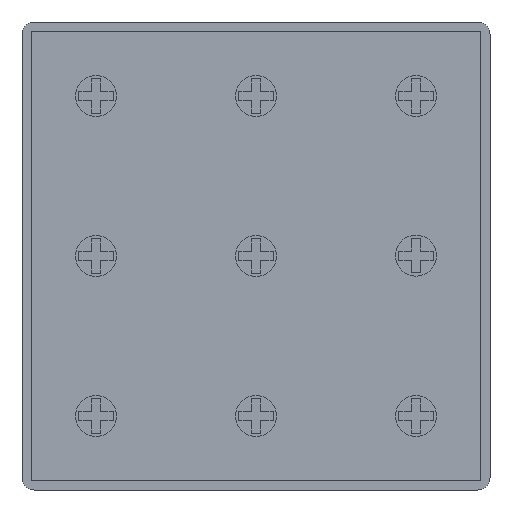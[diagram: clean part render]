
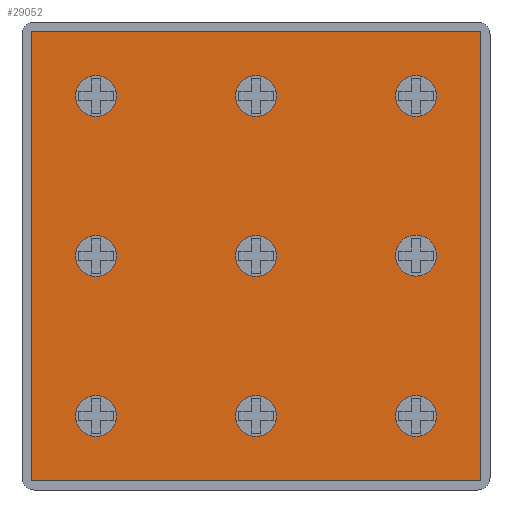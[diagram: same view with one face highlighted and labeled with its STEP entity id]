
A CAD part, front view. The second image highlights one B-rep face of the part: STEP entity #29052.
In plain terms, the highlighted planar face has unit normal (0, -1, 0).
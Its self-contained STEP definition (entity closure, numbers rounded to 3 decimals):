
#2741=FACE_BOUND('',#11057,.T.);
#2742=FACE_BOUND('',#11058,.T.);
#2743=FACE_BOUND('',#11059,.T.);
#2744=FACE_BOUND('',#11060,.T.);
#2745=FACE_BOUND('',#11061,.T.);
#2746=FACE_BOUND('',#11062,.T.);
#2747=FACE_BOUND('',#11063,.T.);
#2748=FACE_BOUND('',#11064,.T.);
#2749=FACE_BOUND('',#11065,.T.);
#4055=PLANE('',#29395);
#5876=LINE('',#59966,#7780);
#5880=LINE('',#59973,#7784);
#5883=LINE('',#59979,#7787);
#5885=LINE('',#59982,#7789);
#7780=VECTOR('',#31676,10.);
#7784=VECTOR('',#31682,10.);
#7787=VECTOR('',#31687,10.);
#7789=VECTOR('',#31691,10.);
#9441=FACE_OUTER_BOUND('',#11056,.T.);
#11056=EDGE_LOOP('',(#27092,#27093,#27094,#27095));
#11057=EDGE_LOOP('',(#27096));
#11058=EDGE_LOOP('',(#27097));
#11059=EDGE_LOOP('',(#27098));
#11060=EDGE_LOOP('',(#27099));
#11061=EDGE_LOOP('',(#27100));
#11062=EDGE_LOOP('',(#27101));
#11063=EDGE_LOOP('',(#27102));
#11064=EDGE_LOOP('',(#27103));
#11065=EDGE_LOOP('',(#27104));
#11181=CIRCLE('',#29332,2.5);
#11183=CIRCLE('',#29335,2.5);
#11185=CIRCLE('',#29338,2.5);
#11187=CIRCLE('',#29341,2.5);
#11189=CIRCLE('',#29344,2.5);
#11191=CIRCLE('',#29347,2.5);
#11193=CIRCLE('',#29350,2.5);
#11195=CIRCLE('',#29353,2.5);
#11197=CIRCLE('',#29356,2.5);
#13933=VERTEX_POINT('',#59586);
#13935=VERTEX_POINT('',#59592);
#13937=VERTEX_POINT('',#59598);
#13939=VERTEX_POINT('',#59604);
#13941=VERTEX_POINT('',#59610);
#13943=VERTEX_POINT('',#59616);
#13945=VERTEX_POINT('',#59622);
#13947=VERTEX_POINT('',#59628);
#13949=VERTEX_POINT('',#59634);
#14084=VERTEX_POINT('',#59963);
#14085=VERTEX_POINT('',#59965);
#14087=VERTEX_POINT('',#59971);
#14089=VERTEX_POINT('',#59977);
#18281=EDGE_CURVE('',#13933,#13933,#11181,.T.);
#18284=EDGE_CURVE('',#13935,#13935,#11183,.T.);
#18287=EDGE_CURVE('',#13937,#13937,#11185,.T.);
#18290=EDGE_CURVE('',#13939,#13939,#11187,.T.);
#18293=EDGE_CURVE('',#13941,#13941,#11189,.T.);
#18296=EDGE_CURVE('',#13943,#13943,#11191,.T.);
#18299=EDGE_CURVE('',#13945,#13945,#11193,.T.);
#18302=EDGE_CURVE('',#13947,#13947,#11195,.T.);
#18305=EDGE_CURVE('',#13949,#13949,#11197,.T.);
#18464=EDGE_CURVE('',#14084,#14085,#5876,.T.);
#18468=EDGE_CURVE('',#14087,#14084,#5880,.T.);
#18471=EDGE_CURVE('',#14089,#14087,#5883,.T.);
#18473=EDGE_CURVE('',#14085,#14089,#5885,.T.);
#27092=ORIENTED_EDGE('',*,*,#18473,.F.);
#27093=ORIENTED_EDGE('',*,*,#18464,.F.);
#27094=ORIENTED_EDGE('',*,*,#18468,.F.);
#27095=ORIENTED_EDGE('',*,*,#18471,.F.);
#27096=ORIENTED_EDGE('',*,*,#18305,.F.);
#27097=ORIENTED_EDGE('',*,*,#18296,.F.);
#27098=ORIENTED_EDGE('',*,*,#18293,.F.);
#27099=ORIENTED_EDGE('',*,*,#18302,.F.);
#27100=ORIENTED_EDGE('',*,*,#18284,.F.);
#27101=ORIENTED_EDGE('',*,*,#18290,.F.);
#27102=ORIENTED_EDGE('',*,*,#18299,.F.);
#27103=ORIENTED_EDGE('',*,*,#18287,.F.);
#27104=ORIENTED_EDGE('',*,*,#18281,.F.);
#29052=ADVANCED_FACE('',(#9441,#2741,#2742,#2743,#2744,#2745,#2746,#2747,
#2748,#2749),#4055,.F.);
#29332=AXIS2_PLACEMENT_3D('',#59588,#31390,#31391);
#29335=AXIS2_PLACEMENT_3D('',#59594,#31397,#31398);
#29338=AXIS2_PLACEMENT_3D('',#59600,#31404,#31405);
#29341=AXIS2_PLACEMENT_3D('',#59606,#31411,#31412);
#29344=AXIS2_PLACEMENT_3D('',#59612,#31418,#31419);
#29347=AXIS2_PLACEMENT_3D('',#59618,#31425,#31426);
#29350=AXIS2_PLACEMENT_3D('',#59624,#31432,#31433);
#29353=AXIS2_PLACEMENT_3D('',#59630,#31439,#31440);
#29356=AXIS2_PLACEMENT_3D('',#59636,#31446,#31447);
#29395=AXIS2_PLACEMENT_3D('',#59983,#31692,#31693);
#31390=DIRECTION('center_axis',(0.,-1.,0.));
#31391=DIRECTION('ref_axis',(1.,0.,0.));
#31397=DIRECTION('center_axis',(0.,-1.,0.));
#31398=DIRECTION('ref_axis',(1.,0.,0.));
#31404=DIRECTION('center_axis',(0.,-1.,0.));
#31405=DIRECTION('ref_axis',(1.,0.,0.));
#31411=DIRECTION('center_axis',(0.,-1.,0.));
#31412=DIRECTION('ref_axis',(1.,0.,0.));
#31418=DIRECTION('center_axis',(0.,-1.,0.));
#31419=DIRECTION('ref_axis',(1.,0.,0.));
#31425=DIRECTION('center_axis',(0.,-1.,0.));
#31426=DIRECTION('ref_axis',(1.,0.,0.));
#31432=DIRECTION('center_axis',(0.,-1.,0.));
#31433=DIRECTION('ref_axis',(1.,0.,0.));
#31439=DIRECTION('center_axis',(0.,-1.,0.));
#31440=DIRECTION('ref_axis',(1.,0.,0.));
#31446=DIRECTION('center_axis',(0.,-1.,0.));
#31447=DIRECTION('ref_axis',(1.,0.,0.));
#31676=DIRECTION('',(-1.,0.,0.));
#31682=DIRECTION('',(0.,0.,-1.));
#31687=DIRECTION('',(1.,0.,0.));
#31691=DIRECTION('',(0.,0.,1.));
#31692=DIRECTION('center_axis',(0.,1.,0.));
#31693=DIRECTION('ref_axis',(0.,0.,1.));
#59586=CARTESIAN_POINT('',(-22.,5.,-19.5));
#59588=CARTESIAN_POINT('Origin',(-19.5,5.,-19.5));
#59592=CARTESIAN_POINT('',(-2.5,5.,-19.5));
#59594=CARTESIAN_POINT('Origin',(0.,5.,-19.5));
#59598=CARTESIAN_POINT('',(-2.5,5.,0.));
#59600=CARTESIAN_POINT('Origin',(0.,5.,0.));
#59604=CARTESIAN_POINT('',(-22.,5.,0.));
#59606=CARTESIAN_POINT('Origin',(-19.5,5.,0.));
#59610=CARTESIAN_POINT('',(-2.5,5.,19.5));
#59612=CARTESIAN_POINT('Origin',(0.,5.,19.5));
#59616=CARTESIAN_POINT('',(-22.,5.,19.5));
#59618=CARTESIAN_POINT('Origin',(-19.5,5.,19.5));
#59622=CARTESIAN_POINT('',(17.,5.,19.5));
#59624=CARTESIAN_POINT('Origin',(19.5,5.,19.5));
#59628=CARTESIAN_POINT('',(17.,5.,0.042));
#59630=CARTESIAN_POINT('Origin',(19.5,5.,0.042));
#59634=CARTESIAN_POINT('',(17.,5.,-19.5));
#59636=CARTESIAN_POINT('Origin',(19.5,5.,-19.5));
#59963=CARTESIAN_POINT('',(27.425,5.,-27.425));
#59965=CARTESIAN_POINT('',(-27.425,5.,-27.425));
#59966=CARTESIAN_POINT('',(27.425,5.,-27.425));
#59971=CARTESIAN_POINT('',(27.425,5.,27.425));
#59973=CARTESIAN_POINT('',(27.425,5.,27.425));
#59977=CARTESIAN_POINT('',(-27.425,5.,27.425));
#59979=CARTESIAN_POINT('',(-27.425,5.,27.425));
#59982=CARTESIAN_POINT('',(-27.425,5.,-27.425));
#59983=CARTESIAN_POINT('Origin',(0.,5.,0.));
